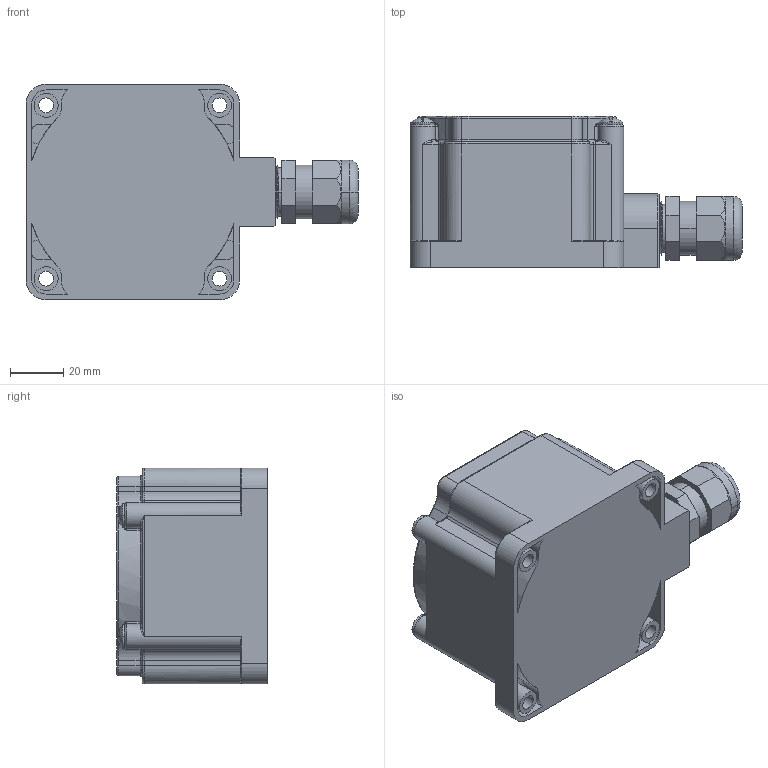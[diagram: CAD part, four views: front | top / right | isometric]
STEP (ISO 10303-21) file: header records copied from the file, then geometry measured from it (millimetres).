
FILE_DESCRIPTION((''),'2;1');
FILE_NAME('147030_SW','2010-04-26T',('banengservice'),('BANNER ENGINEERING'),'PRO/ENGINEER BY PARAMETRIC TECHNOLOGY CORPORATION, 2009141','PRO/ENGINEER BY PARAMETRIC TECHNOLOGY CORPORATION, 2009141','');
FILE_SCHEMA(('CONFIG_CONTROL_DESIGN'));
Length unit declared in the file: inch
Products named in the file (1): 147030_SW
Bounding box: 124.49 x 56.59 x 80.85 mm (x, y, z)
Volume: 97360.4 mm3; surface area: 75741.1 mm2
Topology: 1 solids, 1 shells, 734 faces, 1811 edges, 1112 vertices
Faces by surface type: cylinder 234, plane 225, torus 136, cone 76, bspline 33, sphere 30
Entity records: 26991 total; most frequent: CARTESIAN_POINT 9461, DIRECTION 3848, ORIENTED_EDGE 3622, EDGE_CURVE 1811, AXIS2_PLACEMENT_3D 1566, VERTEX_POINT 1112, CIRCLE 865, EDGE_LOOP 777
